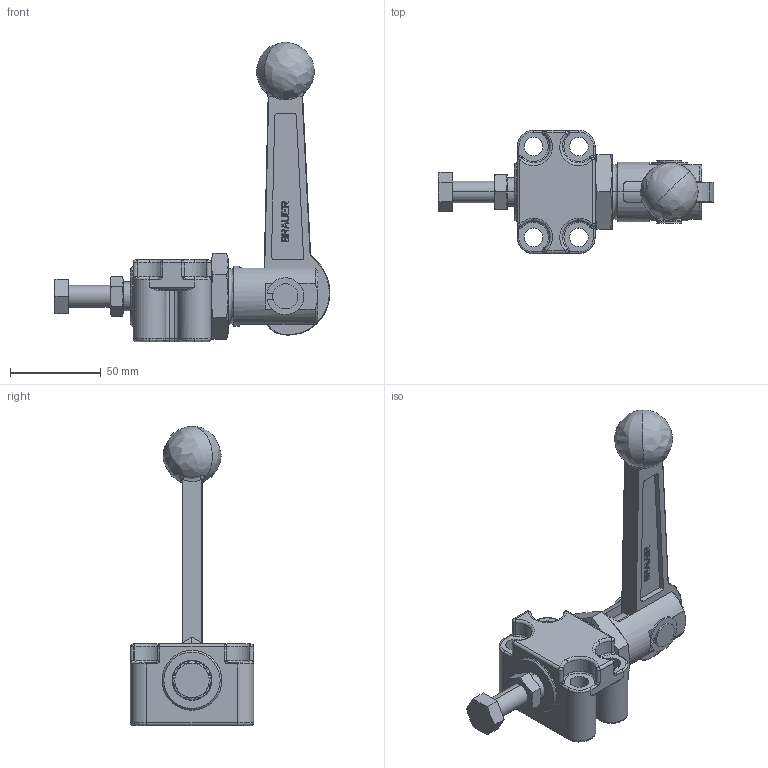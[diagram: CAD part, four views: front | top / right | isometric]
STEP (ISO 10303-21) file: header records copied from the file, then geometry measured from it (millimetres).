
FILE_DESCRIPTION (( 'STEP AP203' ), '1' );
FILE_NAME ('CP3000-3D.STEP', '2016-09-01T08:01:14', ( '' ), ( '' ), 'SwSTEP 2.0', 'SolidWorks 2016', '' );
FILE_SCHEMA (( 'CONFIG_CONTROL_DESIGN' ));
Length unit declared in the file: millimetre
Products named in the file (1): CP3000-3D
Bounding box: 151.91 x 68 x 164.95 mm (x, y, z)
Volume: 193852.8 mm3; surface area: 74029.7 mm2
Topology: 11 solids, 11 shells, 518 faces, 1318 edges, 814 vertices
Faces by surface type: bspline 168, plane 167, cylinder 137, cone 46
Entity records: 19762 total; most frequent: CARTESIAN_POINT 8327, ORIENTED_EDGE 2586, DIRECTION 2038, EDGE_CURVE 1293, VERTEX_POINT 814, AXIS2_PLACEMENT_3D 736, LINE 566, VECTOR 566
